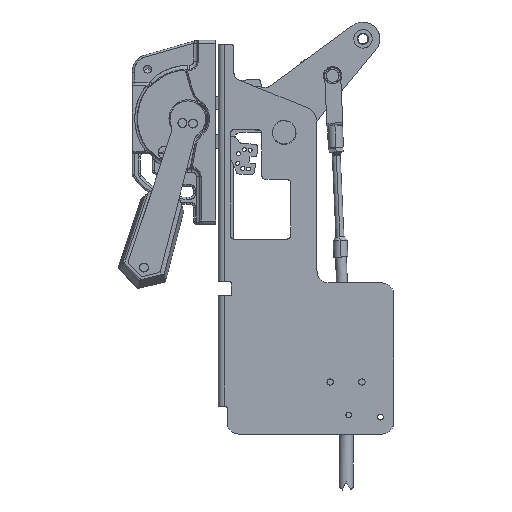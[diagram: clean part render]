
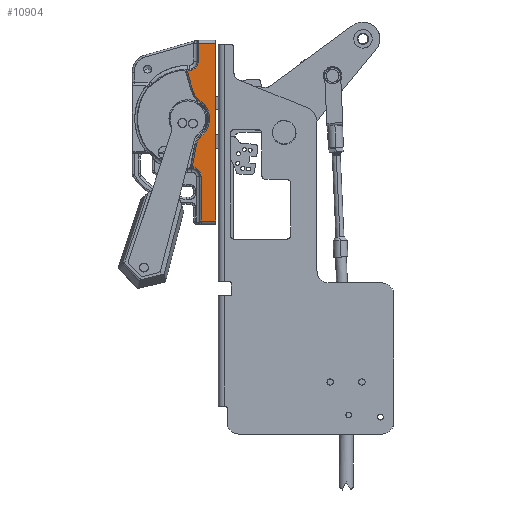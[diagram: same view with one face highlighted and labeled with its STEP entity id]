
A CAD part, left-side view. The second image highlights one B-rep face of the part: STEP entity #10904.
In plain terms, the highlighted planar face has unit normal (1, 0, 0).
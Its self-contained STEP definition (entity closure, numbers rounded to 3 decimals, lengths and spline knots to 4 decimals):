
#10757=DIRECTION('',(0.,0.,-1.));
#10758=VECTOR('',#10757,1.4084);
#10759=CARTESIAN_POINT('',(-0.53,0.539,-3.6479));
#10760=LINE('',#10759,#10758);
#10761=DIRECTION('',(0.,-1.,0.));
#10762=VECTOR('',#10761,0.464);
#10763=CARTESIAN_POINT('',(-0.53,0.539,-5.0563));
#10764=LINE('',#10763,#10762);
#10765=DIRECTION('',(0.,0.,1.));
#10766=VECTOR('',#10765,5.5846);
#10767=CARTESIAN_POINT('',(-0.53,0.075,-5.0563));
#10768=LINE('',#10767,#10766);
#10769=DIRECTION('',(0.,1.,0.));
#10770=VECTOR('',#10769,0.5428);
#10771=CARTESIAN_POINT('',(-0.53,0.075,0.5283));
#10772=LINE('',#10771,#10770);
#10773=DIRECTION('',(0.,0.,-1.));
#10774=VECTOR('',#10773,0.5684);
#10775=CARTESIAN_POINT('',(-0.53,0.6178,0.5283));
#10776=LINE('',#10775,#10774);
#10777=CARTESIAN_POINT('',(-0.53,0.6178,-0.0401));
#10778=CARTESIAN_POINT('',(-0.53,0.618,-0.0653));
#10779=CARTESIAN_POINT('',(-0.53,0.6243,-0.1135));
#10780=CARTESIAN_POINT('',(-0.53,0.6528,-0.182));
#10781=CARTESIAN_POINT('',(-0.53,0.6968,-0.2394));
#10782=CARTESIAN_POINT('',(-0.53,0.7549,-0.2845));
#10783=CARTESIAN_POINT('',(-0.53,0.8224,-0.3132));
#10784=CARTESIAN_POINT('',(-0.53,0.8733,-0.3199));
#10785=CARTESIAN_POINT('',(-0.53,0.9002,-0.3202));
#10787=CARTESIAN_POINT('',(-0.53,0.9002,-0.3202));
#10788=CARTESIAN_POINT('',(-0.53,0.9074,-0.3202));
#10789=CARTESIAN_POINT('',(-0.53,0.9209,-0.3225));
#10790=CARTESIAN_POINT('',(-0.53,0.9407,-0.3345));
#10791=CARTESIAN_POINT('',(-0.53,0.954,-0.3518));
#10792=CARTESIAN_POINT('',(-0.53,0.9607,-0.3742));
#10793=CARTESIAN_POINT('',(-0.53,0.9593,-0.3889));
#10794=CARTESIAN_POINT('',(-0.53,0.9572,-0.3965));
#10796=DIRECTION('',(0.,-0.276,-0.961));
#10797=VECTOR('',#10796,0.6067);
#10798=CARTESIAN_POINT('',(-0.53,0.9572,-0.3965));
#10799=LINE('',#10798,#10797);
#10800=CARTESIAN_POINT('',(-0.53,0.79,-0.9797));
#10801=CARTESIAN_POINT('',(-0.53,0.7782,-1.0203));
#10802=CARTESIAN_POINT('',(-0.53,0.7465,-1.0963));
#10803=CARTESIAN_POINT('',(-0.53,0.6712,-1.199));
#10804=CARTESIAN_POINT('',(-0.53,0.6084,-1.2521));
#10805=CARTESIAN_POINT('',(-0.53,0.5733,-1.2754));
#10807=CARTESIAN_POINT('',(-0.53,0.5733,-1.2754));
#10808=CARTESIAN_POINT('',(-0.53,0.5284,-1.3053));
#10809=CARTESIAN_POINT('',(-0.53,0.448,-1.3731));
#10810=CARTESIAN_POINT('',(-0.53,0.3526,-1.5022));
#10811=CARTESIAN_POINT('',(-0.53,0.2905,-1.6479));
#10812=CARTESIAN_POINT('',(-0.53,0.2631,-1.8035));
#10813=CARTESIAN_POINT('',(-0.53,0.272,-1.9612));
#10814=CARTESIAN_POINT('',(-0.53,0.3166,-2.1132));
#10815=CARTESIAN_POINT('',(-0.53,0.3963,-2.2528));
#10816=CARTESIAN_POINT('',(-0.53,0.4682,-2.3295));
#10817=CARTESIAN_POINT('',(-0.53,0.5092,-2.3645));
#10819=CARTESIAN_POINT('',(-0.53,0.5092,-2.3645));
#10820=CARTESIAN_POINT('',(-0.53,0.5402,-2.3908));
#10821=CARTESIAN_POINT('',(-0.53,0.5946,-2.4486));
#10822=CARTESIAN_POINT('',(-0.53,0.6564,-2.5544));
#10823=CARTESIAN_POINT('',(-0.53,0.6798,-2.6302));
#10824=CARTESIAN_POINT('',(-0.53,0.6874,-2.6701));
#10826=DIRECTION('',(0.,0.187,-0.982));
#10827=VECTOR('',#10826,0.6454);
#10828=CARTESIAN_POINT('',(-0.53,0.6874,-2.6701));
#10829=LINE('',#10828,#10827);
#10830=CARTESIAN_POINT('',(-0.53,0.8078,-3.3041));
#10831=CARTESIAN_POINT('',(-0.53,0.8092,-3.3123));
#10832=CARTESIAN_POINT('',(-0.53,0.8091,-3.3278));
#10833=CARTESIAN_POINT('',(-0.53,0.7998,-3.3497));
#10834=CARTESIAN_POINT('',(-0.53,0.7832,-3.3663));
#10835=CARTESIAN_POINT('',(-0.53,0.7691,-3.3722));
#10836=CARTESIAN_POINT('',(-0.53,0.7612,-3.374));
#10838=CARTESIAN_POINT('',(-0.53,0.7612,-3.374));
#10839=CARTESIAN_POINT('',(-0.53,0.7357,-3.3795));
#10840=CARTESIAN_POINT('',(-0.53,0.6881,-3.3965));
#10841=CARTESIAN_POINT('',(-0.53,0.6249,-3.4414));
#10842=CARTESIAN_POINT('',(-0.53,0.5771,-3.5003));
#10843=CARTESIAN_POINT('',(-0.53,0.5459,-3.5716));
#10844=CARTESIAN_POINT('',(-0.53,0.5391,-3.6217));
#10845=CARTESIAN_POINT('',(-0.53,0.539,-3.6479));
#10847=CARTESIAN_POINT('',(-0.53,0.539,-3.6479));
#10848=CARTESIAN_POINT('',(-0.53,0.539,-5.0563));
#10849=VERTEX_POINT('',#10847);
#10850=VERTEX_POINT('',#10848);
#10851=CARTESIAN_POINT('',(-0.53,0.075,-5.0563));
#10852=VERTEX_POINT('',#10851);
#10853=CARTESIAN_POINT('',(-0.53,0.075,0.5283));
#10854=VERTEX_POINT('',#10853);
#10855=CARTESIAN_POINT('',(-0.53,0.6178,0.5283));
#10856=VERTEX_POINT('',#10855);
#10857=CARTESIAN_POINT('',(-0.53,0.6178,-0.0401));
#10858=VERTEX_POINT('',#10857);
#10859=VERTEX_POINT('',#10785);
#10860=VERTEX_POINT('',#10794);
#10861=CARTESIAN_POINT('',(-0.53,0.79,-0.9797));
#10862=VERTEX_POINT('',#10861);
#10863=VERTEX_POINT('',#10805);
#10864=VERTEX_POINT('',#10817);
#10865=VERTEX_POINT('',#10824);
#10866=CARTESIAN_POINT('',(-0.53,0.8078,-3.3041));
#10867=VERTEX_POINT('',#10866);
#10868=VERTEX_POINT('',#10836);
#10869=CARTESIAN_POINT('',(-0.53,0.5173,-2.264));
#10870=DIRECTION('',(1.,0.,0.));
#10871=DIRECTION('',(0.,0.,-1.));
#10872=AXIS2_PLACEMENT_3D('',#10869,#10870,#10871);
#10873=PLANE('',#10872);
#10875=ORIENTED_EDGE('',*,*,#10874,.T.);
#10877=ORIENTED_EDGE('',*,*,#10876,.T.);
#10879=ORIENTED_EDGE('',*,*,#10878,.T.);
#10881=ORIENTED_EDGE('',*,*,#10880,.T.);
#10883=ORIENTED_EDGE('',*,*,#10882,.T.);
#10885=ORIENTED_EDGE('',*,*,#10884,.T.);
#10887=ORIENTED_EDGE('',*,*,#10886,.T.);
#10889=ORIENTED_EDGE('',*,*,#10888,.T.);
#10891=ORIENTED_EDGE('',*,*,#10890,.T.);
#10893=ORIENTED_EDGE('',*,*,#10892,.T.);
#10895=ORIENTED_EDGE('',*,*,#10894,.T.);
#10897=ORIENTED_EDGE('',*,*,#10896,.T.);
#10899=ORIENTED_EDGE('',*,*,#10898,.T.);
#10901=ORIENTED_EDGE('',*,*,#10900,.T.);
#10902=EDGE_LOOP('',(#10875,#10877,#10879,#10881,#10883,#10885,#10887,#10889,
#10891,#10893,#10895,#10897,#10899,#10901));
#10903=FACE_OUTER_BOUND('',#10902,.F.);
#10904=ADVANCED_FACE('',(#10903),#10873,.T.);
#10786=B_SPLINE_CURVE_WITH_KNOTS('',3,(#10777,#10778,#10779,#10780,#10781,
#10782,#10783,#10784,#10785),.UNSPECIFIED.,.F.,.F.,(4,1,1,1,1,1,4),(0.,
0.1667,0.3333,0.5,0.6667,0.8333,
1.),.UNSPECIFIED.);
#10795=B_SPLINE_CURVE_WITH_KNOTS('',3,(#10787,#10788,#10789,#10790,#10791,
#10792,#10793,#10794),.UNSPECIFIED.,.F.,.F.,(4,1,1,1,1,4),(0.,0.2,0.4,
0.6,0.8,1.),.UNSPECIFIED.);
#10806=B_SPLINE_CURVE_WITH_KNOTS('',3,(#10800,#10801,#10802,#10803,#10804,
#10805),.UNSPECIFIED.,.F.,.F.,(4,1,1,4),(0.,0.3333,
0.6667,1.),.UNSPECIFIED.);
#10818=B_SPLINE_CURVE_WITH_KNOTS('',3,(#10807,#10808,#10809,#10810,#10811,
#10812,#10813,#10814,#10815,#10816,#10817),.UNSPECIFIED.,.F.,.F.,(4,1,1,1,1,1,1,
1,4),(0.,0.125,0.25,0.375,0.5,0.625,0.75,0.875,1.),
.UNSPECIFIED.);
#10825=B_SPLINE_CURVE_WITH_KNOTS('',3,(#10819,#10820,#10821,#10822,#10823,
#10824),.UNSPECIFIED.,.F.,.F.,(4,1,1,4),(0.,0.3333,
0.6667,1.),.UNSPECIFIED.);
#10837=B_SPLINE_CURVE_WITH_KNOTS('',3,(#10830,#10831,#10832,#10833,#10834,
#10835,#10836),.UNSPECIFIED.,.F.,.F.,(4,1,1,1,4),(0.,0.25,0.5,0.75,
1.),.UNSPECIFIED.);
#10846=B_SPLINE_CURVE_WITH_KNOTS('',3,(#10838,#10839,#10840,#10841,#10842,
#10843,#10844,#10845),.UNSPECIFIED.,.F.,.F.,(4,1,1,1,1,4),(0.,0.2,0.4,
0.6,0.8,1.),.UNSPECIFIED.);
#10874=EDGE_CURVE('',#10849,#10850,#10760,.T.);
#10876=EDGE_CURVE('',#10850,#10852,#10764,.T.);
#10878=EDGE_CURVE('',#10852,#10854,#10768,.T.);
#10880=EDGE_CURVE('',#10854,#10856,#10772,.T.);
#10882=EDGE_CURVE('',#10856,#10858,#10776,.T.);
#10884=EDGE_CURVE('',#10858,#10859,#10786,.T.);
#10886=EDGE_CURVE('',#10859,#10860,#10795,.T.);
#10888=EDGE_CURVE('',#10860,#10862,#10799,.T.);
#10890=EDGE_CURVE('',#10862,#10863,#10806,.T.);
#10892=EDGE_CURVE('',#10863,#10864,#10818,.T.);
#10894=EDGE_CURVE('',#10864,#10865,#10825,.T.);
#10896=EDGE_CURVE('',#10865,#10867,#10829,.T.);
#10898=EDGE_CURVE('',#10867,#10868,#10837,.T.);
#10900=EDGE_CURVE('',#10868,#10849,#10846,.T.);
